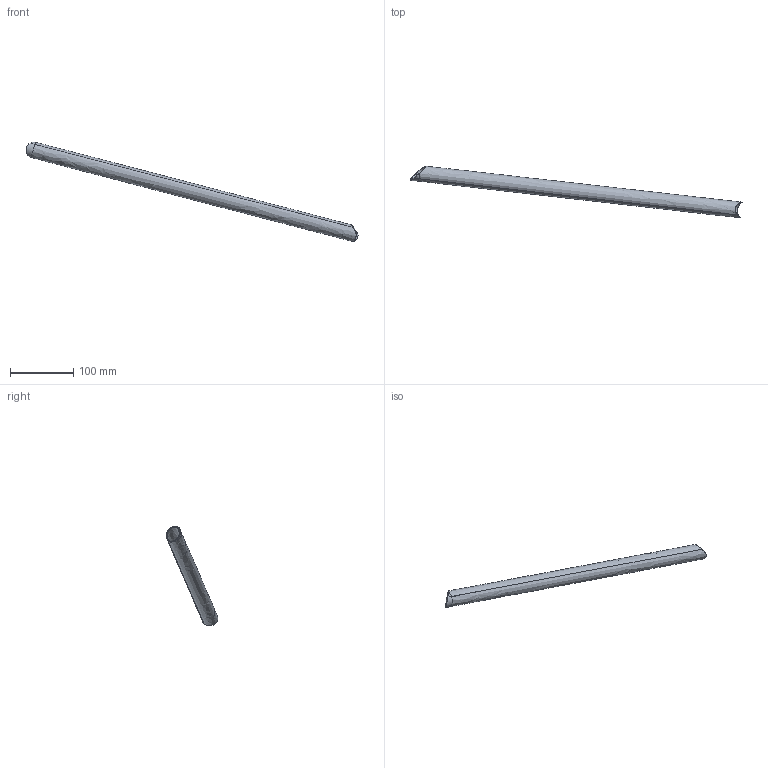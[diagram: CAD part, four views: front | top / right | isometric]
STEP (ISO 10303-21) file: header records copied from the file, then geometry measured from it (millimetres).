
FILE_DESCRIPTION(('CATIA V5 STEP Exchange'),'2;1');
FILE_NAME('36.stp','2018-12-01T17:23:56+00:00',('none'),('none'),'CATIA Version 5 Release 19 SP 2 (IN-10)','CATIA V5 STEP AP203','none');
FILE_SCHEMA(('CONFIG_CONTROL_DESIGN'));
Length unit declared in the file: millimetre
Products named in the file (1): Symmetry of Shape_731
Bounding box: 522.96 x 81.34 x 157.04 mm (x, y, z)
Volume: 58111.9 mm3; surface area: 77788 mm2
Topology: 1 solids, 1 shells, 10 faces, 22 edges, 14 vertices
Faces by surface type: bspline 5, cylinder 4, plane 1
Entity records: 659 total; most frequent: CARTESIAN_POINT 446, ORIENTED_EDGE 44, EDGE_CURVE 22, DIRECTION 16, VERTEX_POINT 14, B_SPLINE_CURVE_WITH_KNOTS 12, EDGE_LOOP 12, AXIS2_PLACEMENT_3D 10
